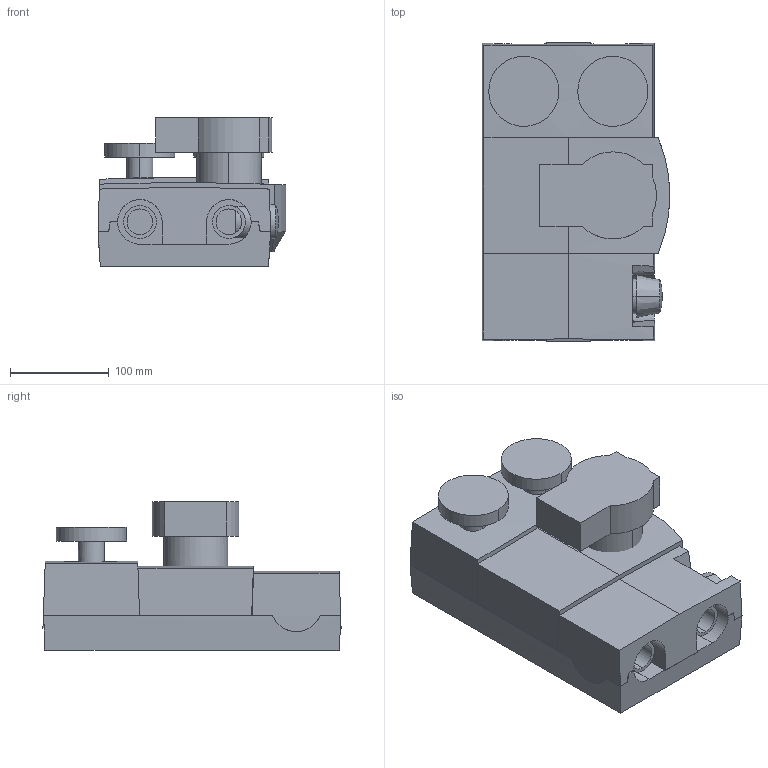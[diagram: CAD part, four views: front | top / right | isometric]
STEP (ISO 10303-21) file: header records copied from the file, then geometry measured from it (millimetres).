
FILE_DESCRIPTION (( 'STEP AP214' ), '1' );
FILE_NAME ('61023200 GFA311 DN20.STEP', '2023-01-05T12:07:22', ( '' ), ( '' ), 'SwSTEP 2.0', 'SolidWorks 2021', '' );
FILE_SCHEMA (( 'AUTOMOTIVE_DESIGN' ));
Length unit declared in the file: millimetre
Products named in the file (1): 61023200 GFA311 DN20
Bounding box: 189.76 x 301.42 x 150.35 mm (x, y, z)
Volume: 4859961.1 mm3; surface area: 321203.6 mm2
Topology: 2 solids, 2 shells, 208 faces, 566 edges, 368 vertices
Faces by surface type: plane 117, cylinder 86, sphere 2, cone 2, bspline 1
Entity records: 7637 total; most frequent: CARTESIAN_POINT 1905, ORIENTED_EDGE 1132, DIRECTION 1036, EDGE_CURVE 566, VERTEX_POINT 368, VECTOR 352, LINE 352, AXIS2_PLACEMENT_3D 342
